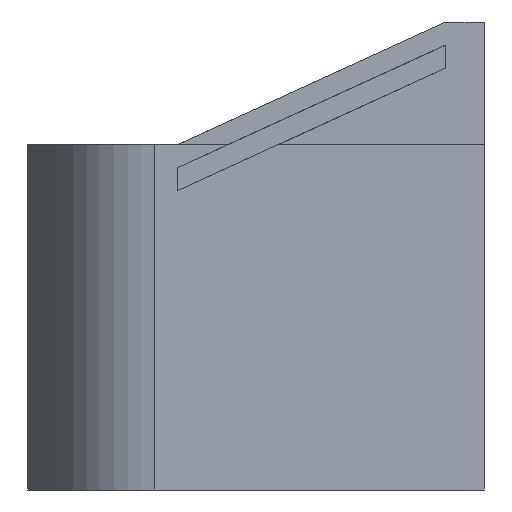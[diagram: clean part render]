
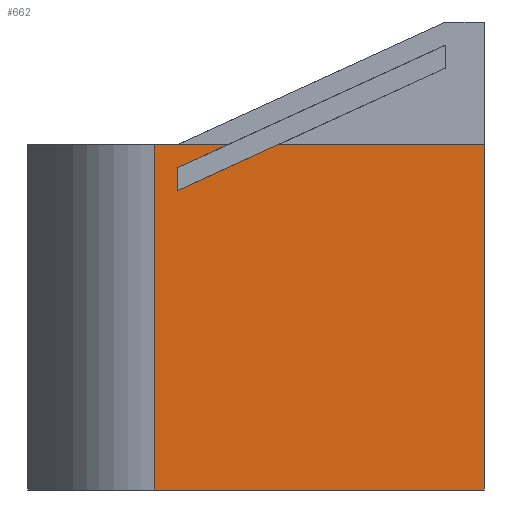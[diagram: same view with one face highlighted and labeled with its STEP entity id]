
A CAD part, left-side view. The second image highlights one B-rep face of the part: STEP entity #662.
In plain terms, the highlighted planar face has unit normal (-1, 0, 0).
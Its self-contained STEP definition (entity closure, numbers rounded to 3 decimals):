
#45=FACE_OUTER_BOUND('',#78,.T.);
#78=EDGE_LOOP('',(#578,#579,#580,#581,#582,#583,#584,#585));
#91=LINE('',#890,#180);
#102=LINE('',#985,#191);
#115=LINE('',#1014,#204);
#125=LINE('',#1049,#214);
#135=LINE('',#1070,#224);
#142=LINE('',#1083,#231);
#146=LINE('',#1090,#235);
#169=LINE('',#1136,#258);
#180=VECTOR('',#727,10.);
#191=VECTOR('',#740,10.);
#204=VECTOR('',#769,10.);
#214=VECTOR('',#781,10.);
#224=VECTOR('',#795,10.);
#231=VECTOR('',#804,10.);
#235=VECTOR('',#810,10.);
#258=VECTOR('',#859,10.);
#272=VERTEX_POINT('',#887);
#273=VERTEX_POINT('',#889);
#283=VERTEX_POINT('',#983);
#291=VERTEX_POINT('',#1012);
#292=VERTEX_POINT('',#1017);
#300=VERTEX_POINT('',#1033);
#309=VERTEX_POINT('',#1069);
#313=VERTEX_POINT('',#1079);
#334=EDGE_CURVE('',#273,#272,#91,.T.);
#346=EDGE_CURVE('',#272,#283,#102,.T.);
#360=EDGE_CURVE('',#291,#283,#115,.T.);
#371=EDGE_CURVE('',#300,#292,#125,.T.);
#381=EDGE_CURVE('',#309,#292,#135,.T.);
#388=EDGE_CURVE('',#313,#309,#142,.T.);
#392=EDGE_CURVE('',#291,#313,#146,.T.);
#415=EDGE_CURVE('',#273,#300,#169,.T.);
#578=ORIENTED_EDGE('',*,*,#334,.T.);
#579=ORIENTED_EDGE('',*,*,#346,.T.);
#580=ORIENTED_EDGE('',*,*,#360,.F.);
#581=ORIENTED_EDGE('',*,*,#392,.T.);
#582=ORIENTED_EDGE('',*,*,#388,.T.);
#583=ORIENTED_EDGE('',*,*,#381,.T.);
#584=ORIENTED_EDGE('',*,*,#371,.F.);
#585=ORIENTED_EDGE('',*,*,#415,.F.);
#631=PLANE('',#710);
#662=ADVANCED_FACE('',(#45),#631,.T.);
#710=AXIS2_PLACEMENT_3D('',#1135,#857,#858);
#727=DIRECTION('',(0.,-1.,0.));
#740=DIRECTION('',(0.,0.,1.));
#769=DIRECTION('',(0.,-1.,0.));
#781=DIRECTION('',(0.,-1.,0.));
#795=DIRECTION('',(0.,-0.909,0.416));
#804=DIRECTION('',(0.,0.,1.));
#810=DIRECTION('',(0.,0.909,-0.416));
#857=DIRECTION('center_axis',(-1.,0.,0.));
#858=DIRECTION('ref_axis',(0.,-1.,0.));
#859=DIRECTION('',(0.,0.,1.));
#887=CARTESIAN_POINT('',(-40.,-48.,45.));
#889=CARTESIAN_POINT('',(-40.,-5.,45.));
#890=CARTESIAN_POINT('',(-40.,-11.629,45.));
#983=CARTESIAN_POINT('',(-40.,-48.,90.));
#985=CARTESIAN_POINT('',(-40.,-48.,0.));
#1012=CARTESIAN_POINT('',(-40.,-21.125,90.));
#1014=CARTESIAN_POINT('',(-40.,-5.,90.));
#1017=CARTESIAN_POINT('',(-40.,-14.562,90.));
#1033=CARTESIAN_POINT('',(-40.,-5.,90.));
#1049=CARTESIAN_POINT('',(-40.,-5.,90.));
#1069=CARTESIAN_POINT('',(-40.,-8.,87.));
#1070=CARTESIAN_POINT('',(-40.,-7.811,86.914));
#1079=CARTESIAN_POINT('',(-40.,-8.,84.));
#1083=CARTESIAN_POINT('',(-40.,-8.,43.5));
#1090=CARTESIAN_POINT('',(-40.,9.122,76.173));
#1135=CARTESIAN_POINT('Origin',(-40.,-5.,0.));
#1136=CARTESIAN_POINT('',(-40.,-5.,0.));
